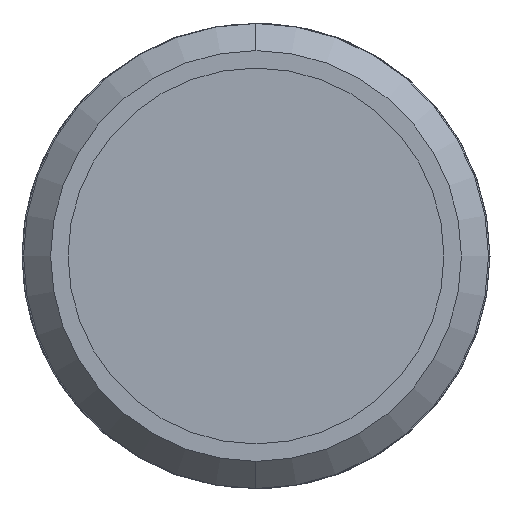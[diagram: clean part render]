
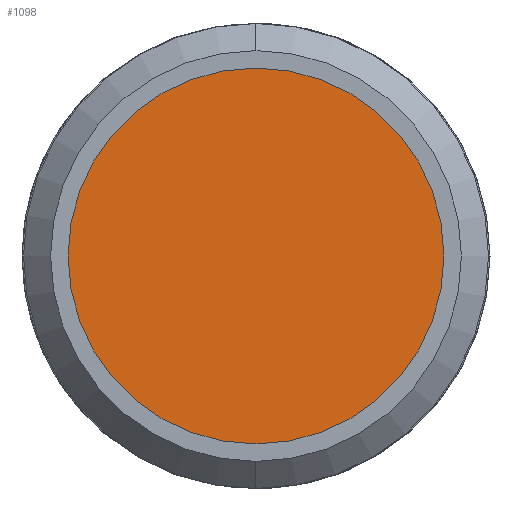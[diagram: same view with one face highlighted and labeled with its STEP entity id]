
A CAD part, front view. The second image highlights one B-rep face of the part: STEP entity #1098.
In plain terms, the highlighted planar face has unit normal (0, -1, 0).
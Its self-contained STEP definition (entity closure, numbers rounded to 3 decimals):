
#1098=ADVANCED_FACE('',(#2146),#2147,.T.);
#1104=EDGE_CURVE('',#2152,#2156,#2157,.T.);
#1108=EDGE_CURVE('',#2152,#2156,#2162,.T.);
#2146=FACE_OUTER_BOUND('',#3234,.T.);
#2147=PLANE('',#3235);
#2152=VERTEX_POINT('',#3241);
#2156=VERTEX_POINT('',#3247);
#2157=CIRCLE('',#3248,4.85);
#2162=CIRCLE('',#3256,4.85);
#3234=EDGE_LOOP('',(#5649,#5650));
#3235=AXIS2_PLACEMENT_3D('',#5651,#5652,#5653);
#3241=CARTESIAN_POINT('',(4.85,-0.01,0.0));
#3247=CARTESIAN_POINT('',(-4.85,-0.01,0.0));
#3248=AXIS2_PLACEMENT_3D('',#5663,#5664,#5665);
#3256=AXIS2_PLACEMENT_3D('',#5667,#5668,#5669);
#5649=ORIENTED_EDGE('',*,*,#1104,.F.);
#5650=ORIENTED_EDGE('',*,*,#1108,.T.);
#5651=CARTESIAN_POINT('',(0.0,-0.01,0.0));
#5652=DIRECTION('',(0.0,-1.0,0.0));
#5653=DIRECTION('',(1.0,0.0,0.0));
#5663=CARTESIAN_POINT('',(0.0,-0.01,0.0));
#5664=DIRECTION('',(-0.0,1.0,0.0));
#5665=DIRECTION('',(1.0,0.0,0.0));
#5667=CARTESIAN_POINT('',(0.0,-0.01,0.0));
#5668=DIRECTION('',(0.0,-1.0,0.0));
#5669=DIRECTION('',(1.0,0.0,0.0));
